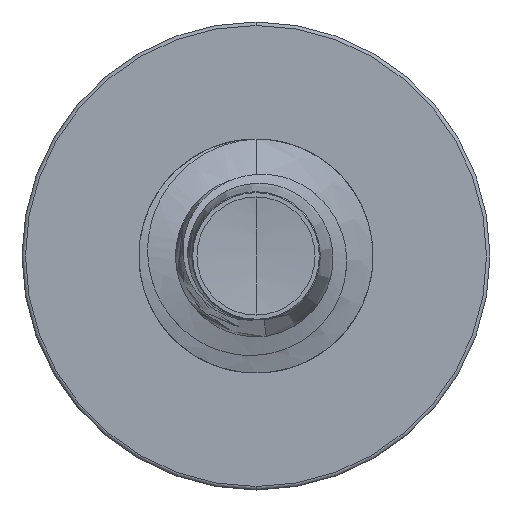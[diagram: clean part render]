
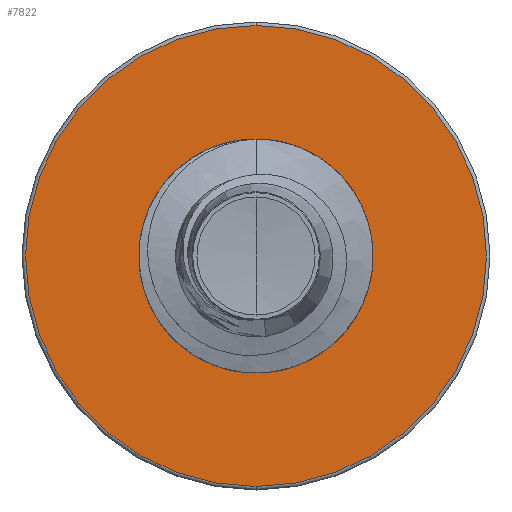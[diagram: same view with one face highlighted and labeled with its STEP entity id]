
A CAD part, front view. The second image highlights one B-rep face of the part: STEP entity #7822.
In plain terms, the highlighted planar face has unit normal (0, -1, 0).
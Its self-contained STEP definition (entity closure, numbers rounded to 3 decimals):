
#163 = VERTEX_POINT ( 'NONE', #17908 ) ;
#1305 = DIRECTION ( 'NONE',  ( 0., 1., 0. ) ) ;
#2179 = DIRECTION ( 'NONE',  ( 0., 0., 1. ) ) ;
#3327 = ORIENTED_EDGE ( 'NONE', *, *, #16735, .F. ) ;
#4802 = CARTESIAN_POINT ( 'NONE',  ( 0., 15., 3.448 ) ) ;
#5546 = CARTESIAN_POINT ( 'NONE',  ( 0., 15., 0. ) ) ;
#6038 = AXIS2_PLACEMENT_3D ( 'NONE', #16004, #1305, #18039 ) ;
#6576 = VERTEX_POINT ( 'NONE', #4802 ) ;
#7302 = AXIS2_PLACEMENT_3D ( 'NONE', #23358, #12105, #24805 ) ;
#7575 = FACE_OUTER_BOUND ( 'NONE', #15941, .T. ) ;
#7822 = ADVANCED_FACE ( 'NONE', ( #7575, #19312 ), #18859, .F. ) ;
#8163 = AXIS2_PLACEMENT_3D ( 'NONE', #5546, #20822, #8164 ) ;
#8164 = DIRECTION ( 'NONE',  ( 0., 0., 1. ) ) ;
#11486 = AXIS2_PLACEMENT_3D ( 'NONE', #20681, #23838, #12811 ) ;
#12105 = DIRECTION ( 'NONE',  ( 0., 1., 0. ) ) ;
#12811 = DIRECTION ( 'NONE',  ( 0., 0., 1. ) ) ;
#13541 = CIRCLE ( 'NONE', #6038, 1.722 ) ;
#13638 = VERTEX_POINT ( 'NONE', #22339 ) ;
#14641 = EDGE_CURVE ( 'NONE', #6576, #163, #26018, .T. ) ;
#14827 = CIRCLE ( 'NONE', #7302, 1.722 ) ;
#15941 = EDGE_LOOP ( 'NONE', ( #24656, #3327 ) ) ;
#16004 = CARTESIAN_POINT ( 'NONE',  ( 0., 15., 0. ) ) ;
#16150 = ORIENTED_EDGE ( 'NONE', *, *, #20478, .T. ) ;
#16694 = DIRECTION ( 'NONE',  ( 0., 1., 0. ) ) ;
#16735 = EDGE_CURVE ( 'NONE', #163, #6576, #26217, .T. ) ;
#17908 = CARTESIAN_POINT ( 'NONE',  ( 0., 15., -3.447 ) ) ;
#18039 = DIRECTION ( 'NONE',  ( 0., 0., 1. ) ) ;
#18859 = PLANE ( 'NONE',  #11486 ) ;
#19312 = FACE_BOUND ( 'NONE', #21637, .T. ) ;
#19338 = AXIS2_PLACEMENT_3D ( 'NONE', #26401, #16694, #2179 ) ;
#20478 = EDGE_CURVE ( 'NONE', #24496, #13638, #14827, .T. ) ;
#20605 = ORIENTED_EDGE ( 'NONE', *, *, #23049, .T. ) ;
#20681 = CARTESIAN_POINT ( 'NONE',  ( 0., 15., -1.722 ) ) ;
#20822 = DIRECTION ( 'NONE',  ( 0., 1., 0. ) ) ;
#21637 = EDGE_LOOP ( 'NONE', ( #16150, #20605 ) ) ;
#22339 = CARTESIAN_POINT ( 'NONE',  ( 0., 15., -1.722 ) ) ;
#23049 = EDGE_CURVE ( 'NONE', #13638, #24496, #13541, .T. ) ;
#23358 = CARTESIAN_POINT ( 'NONE',  ( 0., 15., 0. ) ) ;
#23838 = DIRECTION ( 'NONE',  ( 0., 1., 0. ) ) ;
#24496 = VERTEX_POINT ( 'NONE', #24696 ) ;
#24656 = ORIENTED_EDGE ( 'NONE', *, *, #14641, .F. ) ;
#24696 = CARTESIAN_POINT ( 'NONE',  ( 0., 15., 1.722 ) ) ;
#24805 = DIRECTION ( 'NONE',  ( 0., 0., 1. ) ) ;
#26018 = CIRCLE ( 'NONE', #8163, 3.448 ) ;
#26217 = CIRCLE ( 'NONE', #19338, 3.448 ) ;
#26401 = CARTESIAN_POINT ( 'NONE',  ( 0., 15., 0. ) ) ;
